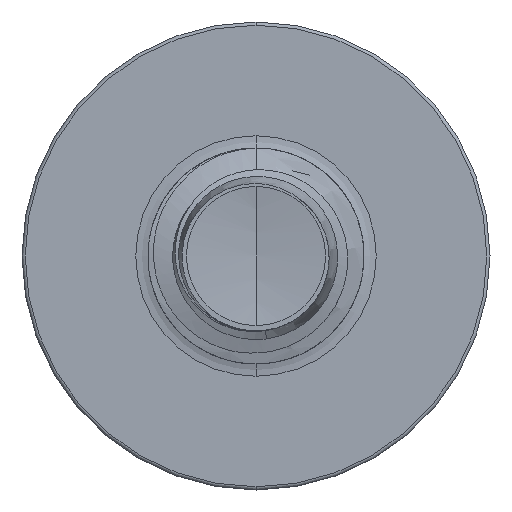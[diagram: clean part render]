
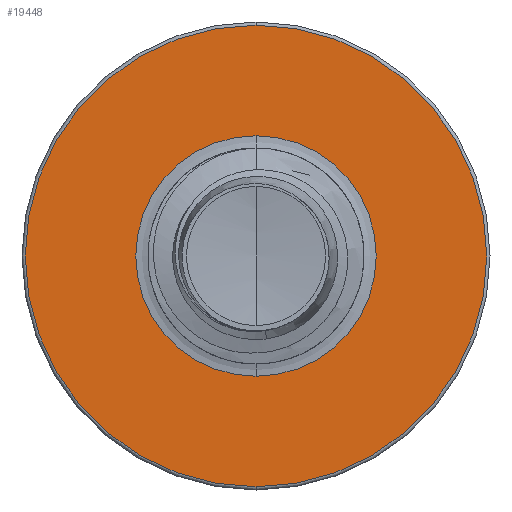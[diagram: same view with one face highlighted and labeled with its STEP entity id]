
A CAD part, front view. The second image highlights one B-rep face of the part: STEP entity #19448.
In plain terms, the highlighted planar face has unit normal (0, -1, 0).
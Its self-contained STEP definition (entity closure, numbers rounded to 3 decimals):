
#56 = ORIENTED_EDGE ( 'NONE', *, *, #27259, .F. ) ;
#839 = CARTESIAN_POINT ( 'NONE',  ( 0., 11., -1.67 ) ) ;
#1195 = ORIENTED_EDGE ( 'NONE', *, *, #27190, .T. ) ;
#2249 = DIRECTION ( 'NONE',  ( 0., 0., 1. ) ) ;
#2500 = VERTEX_POINT ( 'NONE', #11184 ) ;
#2767 = DIRECTION ( 'NONE',  ( 0., 0., 1. ) ) ;
#4705 = DIRECTION ( 'NONE',  ( 0., 0., 1. ) ) ;
#4737 = DIRECTION ( 'NONE',  ( 0., 1., 0. ) ) ;
#4762 = PLANE ( 'NONE',  #16891 ) ;
#4781 = CARTESIAN_POINT ( 'NONE',  ( 0., 11., 0. ) ) ;
#7240 = CARTESIAN_POINT ( 'NONE',  ( 0., 11., -3.205 ) ) ;
#8473 = AXIS2_PLACEMENT_3D ( 'NONE', #4781, #4737, #4705 ) ;
#9895 = VERTEX_POINT ( 'NONE', #12295 ) ;
#10151 = FACE_BOUND ( 'NONE', #15545, .T. ) ;
#11184 = CARTESIAN_POINT ( 'NONE',  ( 0., 11., 3.205 ) ) ;
#12295 = CARTESIAN_POINT ( 'NONE',  ( 0., 11., 1.67 ) ) ;
#13020 = AXIS2_PLACEMENT_3D ( 'NONE', #31495, #18822, #2249 ) ;
#13478 = VERTEX_POINT ( 'NONE', #839 ) ;
#13950 = DIRECTION ( 'NONE',  ( 0., 1., 0. ) ) ;
#14079 = CIRCLE ( 'NONE', #29726, 1.67 ) ;
#15545 = EDGE_LOOP ( 'NONE', ( #1195, #20413 ) ) ;
#16092 = DIRECTION ( 'NONE',  ( 0., 0., 1. ) ) ;
#16516 = AXIS2_PLACEMENT_3D ( 'NONE', #27299, #13950, #29312 ) ;
#16891 = AXIS2_PLACEMENT_3D ( 'NONE', #26986, #28949, #16092 ) ;
#17001 = ORIENTED_EDGE ( 'NONE', *, *, #17295, .F. ) ;
#17295 = EDGE_CURVE ( 'NONE', #2500, #19244, #27027, .T. ) ;
#18822 = DIRECTION ( 'NONE',  ( 0., 1., 0. ) ) ;
#19244 = VERTEX_POINT ( 'NONE', #7240 ) ;
#19258 = DIRECTION ( 'NONE',  ( 0., 1., 0. ) ) ;
#19448 = ADVANCED_FACE ( 'NONE', ( #23332, #10151 ), #4762, .F. ) ;
#20413 = ORIENTED_EDGE ( 'NONE', *, *, #20545, .T. ) ;
#20545 = EDGE_CURVE ( 'NONE', #13478, #9895, #14079, .T. ) ;
#21825 = EDGE_LOOP ( 'NONE', ( #17001, #56 ) ) ;
#23332 = FACE_OUTER_BOUND ( 'NONE', #21825, .T. ) ;
#26986 = CARTESIAN_POINT ( 'NONE',  ( 0., 11., -1.67 ) ) ;
#27027 = CIRCLE ( 'NONE', #8473, 3.205 ) ;
#27190 = EDGE_CURVE ( 'NONE', #9895, #13478, #28191, .T. ) ;
#27259 = EDGE_CURVE ( 'NONE', #19244, #2500, #27570, .T. ) ;
#27299 = CARTESIAN_POINT ( 'NONE',  ( 0., 11., 0. ) ) ;
#27570 = CIRCLE ( 'NONE', #16516, 3.205 ) ;
#28191 = CIRCLE ( 'NONE', #13020, 1.67 ) ;
#28949 = DIRECTION ( 'NONE',  ( 0., 1., 0. ) ) ;
#29312 = DIRECTION ( 'NONE',  ( 0., 0., 1. ) ) ;
#29726 = AXIS2_PLACEMENT_3D ( 'NONE', #31886, #19258, #2767 ) ;
#31495 = CARTESIAN_POINT ( 'NONE',  ( 0., 11., 0. ) ) ;
#31886 = CARTESIAN_POINT ( 'NONE',  ( 0., 11., 0. ) ) ;
